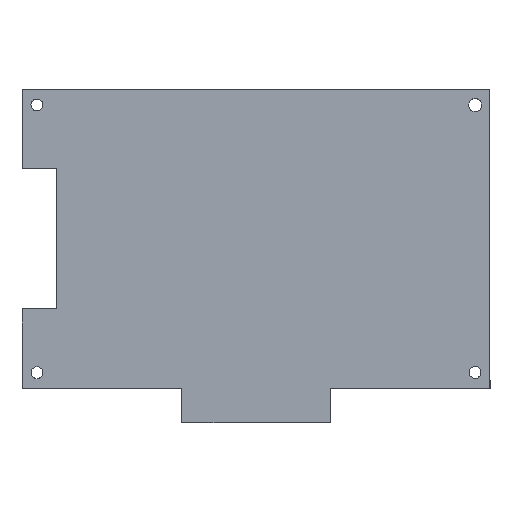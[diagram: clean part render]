
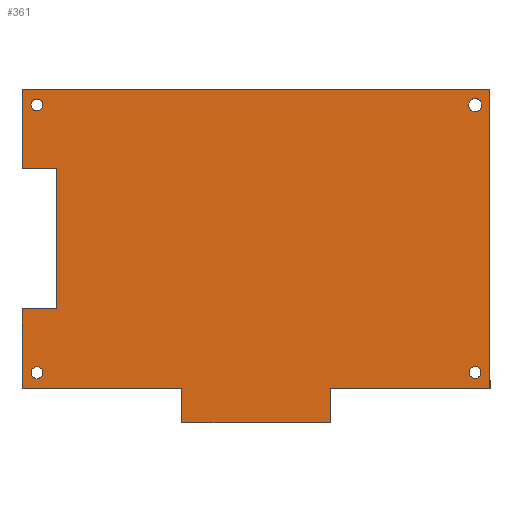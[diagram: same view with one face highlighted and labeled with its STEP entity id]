
A CAD part, top view. The second image highlights one B-rep face of the part: STEP entity #361.
In plain terms, the highlighted planar face has unit normal (0, 0, 1).
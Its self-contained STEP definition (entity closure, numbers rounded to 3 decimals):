
#23=FACE_BOUND('',#66,.T.);
#24=FACE_BOUND('',#67,.T.);
#25=FACE_BOUND('',#68,.T.);
#26=FACE_BOUND('',#69,.T.);
#31=CIRCLE('',#395,1.5);
#32=CIRCLE('',#396,1.35);
#33=CIRCLE('',#397,1.35);
#34=CIRCLE('',#398,1.35);
#47=FACE_OUTER_BOUND('',#65,.T.);
#65=EDGE_LOOP('',(#275,#276,#277,#278,#279,#280,#281,#282,#283,#284,#285,
#286));
#66=EDGE_LOOP('',(#287));
#67=EDGE_LOOP('',(#288));
#68=EDGE_LOOP('',(#289));
#69=EDGE_LOOP('',(#290));
#85=LINE('',#520,#125);
#88=LINE('',#526,#128);
#91=LINE('',#532,#131);
#93=LINE('',#536,#133);
#98=LINE('',#545,#138);
#102=LINE('',#554,#142);
#103=LINE('',#557,#143);
#107=LINE('',#565,#147);
#109=LINE('',#569,#149);
#110=LINE('',#571,#150);
#111=LINE('',#572,#151);
#112=LINE('',#573,#152);
#125=VECTOR('',#421,10.);
#128=VECTOR('',#426,10.);
#131=VECTOR('',#431,10.);
#133=VECTOR('',#435,1.);
#138=VECTOR('',#442,1.);
#142=VECTOR('',#448,10.);
#143=VECTOR('',#451,10.);
#147=VECTOR('',#457,10.);
#149=VECTOR('',#461,1.);
#150=VECTOR('',#462,1.);
#151=VECTOR('',#463,1.);
#152=VECTOR('',#464,1.);
#165=VERTEX_POINT('',#517);
#166=VERTEX_POINT('',#519);
#168=VERTEX_POINT('',#525);
#170=VERTEX_POINT('',#531);
#171=VERTEX_POINT('',#535);
#174=VERTEX_POINT('',#543);
#175=VERTEX_POINT('',#547);
#178=VERTEX_POINT('',#552);
#179=VERTEX_POINT('',#556);
#182=VERTEX_POINT('',#563);
#183=VERTEX_POINT('',#568);
#184=VERTEX_POINT('',#570);
#185=VERTEX_POINT('',#574);
#186=VERTEX_POINT('',#576);
#187=VERTEX_POINT('',#578);
#188=VERTEX_POINT('',#580);
#197=EDGE_CURVE('',#166,#165,#85,.T.);
#200=EDGE_CURVE('',#168,#166,#88,.T.);
#203=EDGE_CURVE('',#170,#168,#91,.T.);
#205=EDGE_CURVE('',#171,#170,#93,.T.);
#210=EDGE_CURVE('',#165,#174,#98,.T.);
#214=EDGE_CURVE('',#178,#175,#102,.T.);
#215=EDGE_CURVE('',#179,#178,#103,.T.);
#219=EDGE_CURVE('',#182,#179,#107,.T.);
#221=EDGE_CURVE('',#174,#183,#109,.T.);
#222=EDGE_CURVE('',#183,#184,#110,.T.);
#223=EDGE_CURVE('',#184,#175,#111,.T.);
#224=EDGE_CURVE('',#182,#171,#112,.T.);
#225=EDGE_CURVE('',#185,#185,#31,.T.);
#226=EDGE_CURVE('',#186,#186,#32,.T.);
#227=EDGE_CURVE('',#187,#187,#33,.T.);
#228=EDGE_CURVE('',#188,#188,#34,.T.);
#275=ORIENTED_EDGE('',*,*,#221,.T.);
#276=ORIENTED_EDGE('',*,*,#222,.T.);
#277=ORIENTED_EDGE('',*,*,#223,.T.);
#278=ORIENTED_EDGE('',*,*,#214,.F.);
#279=ORIENTED_EDGE('',*,*,#215,.F.);
#280=ORIENTED_EDGE('',*,*,#219,.F.);
#281=ORIENTED_EDGE('',*,*,#224,.T.);
#282=ORIENTED_EDGE('',*,*,#205,.T.);
#283=ORIENTED_EDGE('',*,*,#203,.T.);
#284=ORIENTED_EDGE('',*,*,#200,.T.);
#285=ORIENTED_EDGE('',*,*,#197,.T.);
#286=ORIENTED_EDGE('',*,*,#210,.T.);
#287=ORIENTED_EDGE('',*,*,#225,.T.);
#288=ORIENTED_EDGE('',*,*,#226,.T.);
#289=ORIENTED_EDGE('',*,*,#227,.T.);
#290=ORIENTED_EDGE('',*,*,#228,.T.);
#347=PLANE('',#394);
#361=ADVANCED_FACE('',(#47,#23,#24,#25,#26),#347,.T.);
#394=AXIS2_PLACEMENT_3D('',#567,#459,#460);
#395=AXIS2_PLACEMENT_3D('',#575,#465,#466);
#396=AXIS2_PLACEMENT_3D('',#577,#467,#468);
#397=AXIS2_PLACEMENT_3D('',#579,#469,#470);
#398=AXIS2_PLACEMENT_3D('',#581,#471,#472);
#421=DIRECTION('',(0.,1.,0.));
#426=DIRECTION('',(1.,0.,0.));
#431=DIRECTION('',(0.,-1.,0.));
#435=DIRECTION('',(1.,0.,0.));
#442=DIRECTION('',(1.,0.,0.));
#448=DIRECTION('',(-1.,0.,0.));
#451=DIRECTION('',(0.,1.,0.));
#457=DIRECTION('',(1.,0.,0.));
#459=DIRECTION('center_axis',(0.,0.,1.));
#460=DIRECTION('ref_axis',(1.,0.,0.));
#461=DIRECTION('',(0.,1.,0.));
#462=DIRECTION('',(-1.,0.,0.));
#463=DIRECTION('',(0.,-1.,0.));
#464=DIRECTION('',(0.,-1.,0.));
#465=DIRECTION('center_axis',(0.,0.,-1.));
#466=DIRECTION('ref_axis',(1.,0.,0.));
#467=DIRECTION('center_axis',(0.,0.,-1.));
#468=DIRECTION('ref_axis',(1.,0.,0.));
#469=DIRECTION('center_axis',(0.,0.,-1.));
#470=DIRECTION('ref_axis',(1.,0.,0.));
#471=DIRECTION('center_axis',(0.,0.,-1.));
#472=DIRECTION('ref_axis',(1.,0.,0.));
#517=CARTESIAN_POINT('',(-1232.999,127.092,95.019));
#519=CARTESIAN_POINT('',(-1232.999,119.266,95.019));
#520=CARTESIAN_POINT('',(-1232.999,127.092,95.019));
#525=CARTESIAN_POINT('',(-1266.941,119.266,95.019));
#526=CARTESIAN_POINT('',(-1232.999,119.266,95.019));
#531=CARTESIAN_POINT('',(-1266.941,127.092,95.019));
#532=CARTESIAN_POINT('',(-1266.941,119.266,95.019));
#535=CARTESIAN_POINT('',(-1303.5,127.092,95.019));
#536=CARTESIAN_POINT('',(-1196.5,127.092,95.019));
#543=CARTESIAN_POINT('',(-1196.5,127.092,95.019));
#545=CARTESIAN_POINT('',(-1196.5,127.092,95.019));
#547=CARTESIAN_POINT('',(-1303.5,177.342,95.019));
#552=CARTESIAN_POINT('',(-1295.567,177.342,95.019));
#554=CARTESIAN_POINT('',(-1274.283,177.342,95.019));
#556=CARTESIAN_POINT('',(-1295.567,145.342,95.019));
#557=CARTESIAN_POINT('',(-1295.567,153.342,95.019));
#563=CARTESIAN_POINT('',(-1303.5,145.342,95.019));
#565=CARTESIAN_POINT('',(-1276.783,145.342,95.019));
#567=CARTESIAN_POINT('Origin',(-1250.,161.342,95.019));
#568=CARTESIAN_POINT('',(-1196.5,195.592,95.019));
#569=CARTESIAN_POINT('',(-1196.5,195.592,95.019));
#570=CARTESIAN_POINT('',(-1303.5,195.592,95.019));
#571=CARTESIAN_POINT('',(-1303.5,195.592,95.019));
#572=CARTESIAN_POINT('',(-1303.5,127.092,95.019));
#573=CARTESIAN_POINT('',(-1303.5,127.092,95.019));
#574=CARTESIAN_POINT('',(-1201.39,191.914,95.019));
#575=CARTESIAN_POINT('Origin',(-1199.89,191.914,95.019));
#576=CARTESIAN_POINT('',(-1201.261,130.802,95.019));
#577=CARTESIAN_POINT('Origin',(-1199.911,130.802,95.019));
#578=CARTESIAN_POINT('',(-1301.444,191.972,95.019));
#579=CARTESIAN_POINT('Origin',(-1300.094,191.972,95.019));
#580=CARTESIAN_POINT('',(-1301.416,130.757,95.019));
#581=CARTESIAN_POINT('Origin',(-1300.066,130.757,95.019));
